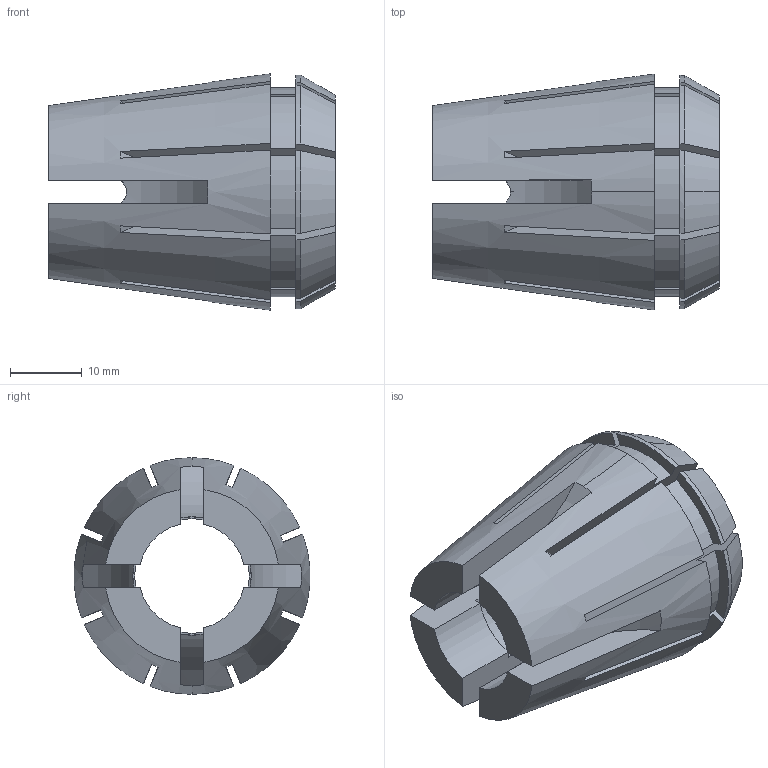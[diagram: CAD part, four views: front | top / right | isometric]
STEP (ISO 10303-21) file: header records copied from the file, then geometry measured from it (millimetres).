
FILE_DESCRIPTION (( 'STEP AP203' ), '1' );
FILE_NAME ('254.32B-16.STEP', '2017-04-11T01:06:32', ( '' ), ( '' ), 'SwSTEP 2.0', 'SolidWorks 2015', '' );
FILE_SCHEMA (( 'CONFIG_CONTROL_DESIGN' ));
Length unit declared in the file: millimetre
Products named in the file (1): 254.32B-16
Bounding box: 40 x 32.91 x 33 mm (x, y, z)
Volume: 15552.4 mm3; surface area: 10288.7 mm2
Topology: 1 solids, 1 shells, 126 faces, 363 edges, 242 vertices
Faces by surface type: plane 69, cylinder 46, cone 11
Entity records: 4368 total; most frequent: CARTESIAN_POINT 1006, ORIENTED_EDGE 726, DIRECTION 667, EDGE_CURVE 363, AXIS2_PLACEMENT_3D 253, VERTEX_POINT 242, VECTOR 161, LINE 161
